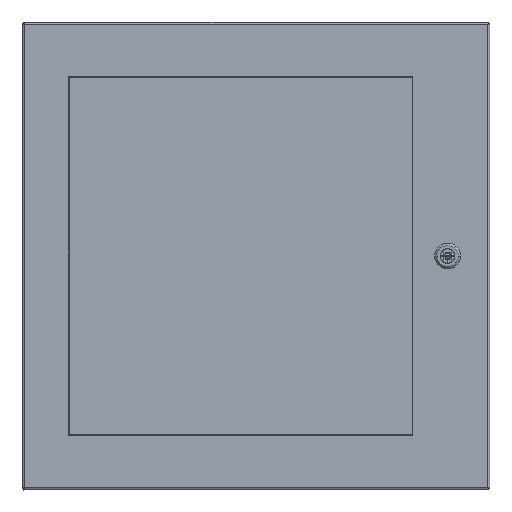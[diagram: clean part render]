
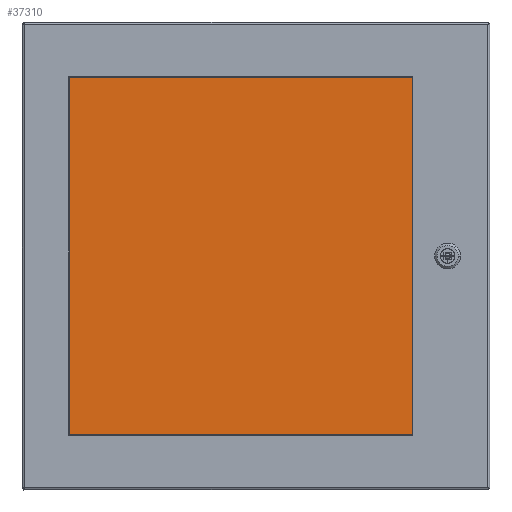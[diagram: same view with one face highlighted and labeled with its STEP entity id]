
A CAD part, front view. The second image highlights one B-rep face of the part: STEP entity #37310.
In plain terms, the highlighted planar face has unit normal (0, -1, 0).
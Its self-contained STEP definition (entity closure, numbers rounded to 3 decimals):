
#495 = EDGE_CURVE ( 'NONE', #12135, #32746, #23552, .T. ) ;
#1130 = CARTESIAN_POINT ( 'NONE',  ( -7.986, -8.765, 7.647 ) ) ;
#1569 = EDGE_LOOP ( 'NONE', ( #28571, #9532, #11638, #25802 ) ) ;
#3808 = EDGE_CURVE ( 'NONE', #32746, #17209, #24254, .T. ) ;
#3853 = DIRECTION ( 'NONE',  ( -1., 0., 0. ) ) ;
#3967 = EDGE_CURVE ( 'NONE', #17209, #6902, #18125, .T. ) ;
#4230 = CARTESIAN_POINT ( 'NONE',  ( 7.067, -8.765, 8.031 ) ) ;
#4525 = VECTOR ( 'NONE', #25198, 39.37 ) ;
#4606 = PLANE ( 'NONE',  #35094 ) ;
#4925 = CARTESIAN_POINT ( 'NONE',  ( -7.986, -8.765, 7.647 ) ) ;
#5503 = CARTESIAN_POINT ( 'NONE',  ( -7.986, -8.765, -7.648 ) ) ;
#6445 = DIRECTION ( 'NONE',  ( 0., 0., 1. ) ) ;
#6902 = VERTEX_POINT ( 'NONE', #30174 ) ;
#9183 = DIRECTION ( 'NONE',  ( -1., 0., 0. ) ) ;
#9532 = ORIENTED_EDGE ( 'NONE', *, *, #3967, .F. ) ;
#10119 = DIRECTION ( 'NONE',  ( 0., 0., -1. ) ) ;
#11638 = ORIENTED_EDGE ( 'NONE', *, *, #3808, .F. ) ;
#12135 = VERTEX_POINT ( 'NONE', #17544 ) ;
#14029 = EDGE_CURVE ( 'NONE', #6902, #12135, #24677, .T. ) ;
#16254 = DIRECTION ( 'NONE',  ( 0., -1., 0. ) ) ;
#17169 = VECTOR ( 'NONE', #10119, 39.37 ) ;
#17209 = VERTEX_POINT ( 'NONE', #4925 ) ;
#17544 = CARTESIAN_POINT ( 'NONE',  ( 6.683, -8.765, -7.647 ) ) ;
#18125 = LINE ( 'NONE', #19634, #4525 ) ;
#19634 = CARTESIAN_POINT ( 'NONE',  ( 6.683, -8.765, 7.647 ) ) ;
#21422 = FACE_OUTER_BOUND ( 'NONE', #1569, .T. ) ;
#23552 = LINE ( 'NONE', #35314, #25773 ) ;
#24254 = LINE ( 'NONE', #1130, #24664 ) ;
#24664 = VECTOR ( 'NONE', #6445, 39.37 ) ;
#24677 = LINE ( 'NONE', #36242, #17169 ) ;
#25198 = DIRECTION ( 'NONE',  ( 1., 0., 0. ) ) ;
#25773 = VECTOR ( 'NONE', #9183, 39.37 ) ;
#25802 = ORIENTED_EDGE ( 'NONE', *, *, #495, .F. ) ;
#28571 = ORIENTED_EDGE ( 'NONE', *, *, #14029, .F. ) ;
#30174 = CARTESIAN_POINT ( 'NONE',  ( 6.683, -8.765, 7.647 ) ) ;
#32746 = VERTEX_POINT ( 'NONE', #5503 ) ;
#35094 = AXIS2_PLACEMENT_3D ( 'NONE', #4230, #16254, #3853 ) ;
#35314 = CARTESIAN_POINT ( 'NONE',  ( -7.986, -8.765, -7.648 ) ) ;
#36242 = CARTESIAN_POINT ( 'NONE',  ( 6.683, -8.765, -7.647 ) ) ;
#37310 = ADVANCED_FACE ( 'NONE', ( #21422 ), #4606, .T. ) ;
